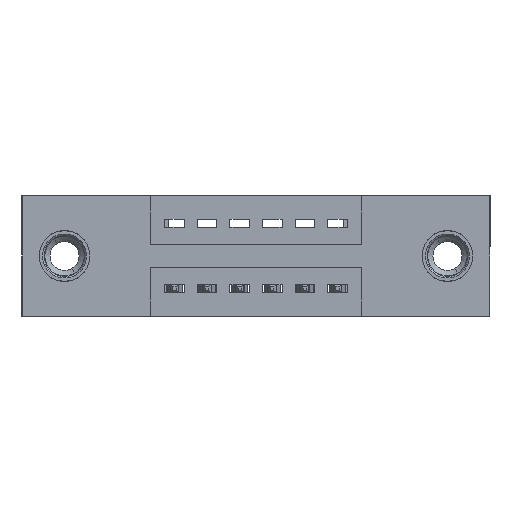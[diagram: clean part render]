
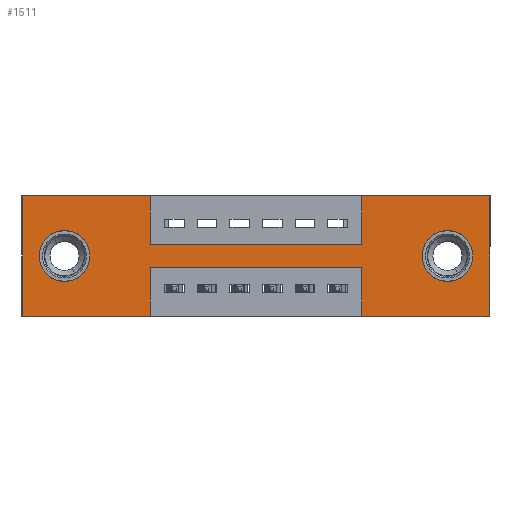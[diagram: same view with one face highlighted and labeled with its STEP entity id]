
A CAD part, front view. The second image highlights one B-rep face of the part: STEP entity #1511.
In plain terms, the highlighted planar face has unit normal (0, -1, 0).
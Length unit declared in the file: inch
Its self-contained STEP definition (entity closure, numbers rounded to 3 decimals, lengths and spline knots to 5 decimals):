
#28 = ORIENTED_EDGE ( 'NONE', *, *, #4184, .F. ) ;
#210 = VERTEX_POINT ( 'NONE', #6795 ) ;
#304 = VECTOR ( 'NONE', #8509, 39.37008 ) ;
#326 = EDGE_CURVE ( 'NONE', #8677, #10230, #5110, .T. ) ;
#560 = EDGE_CURVE ( 'NONE', #5527, #4155, #7203, .T. ) ;
#718 = ORIENTED_EDGE ( 'NONE', *, *, #3604, .T. ) ;
#742 = CARTESIAN_POINT ( 'NONE',  ( 1.305, 0., -0.185 ) ) ;
#876 = LINE ( 'NONE', #5890, #2267 ) ;
#886 = CARTESIAN_POINT ( 'NONE',  ( 0.13, 0., -0.263 ) ) ;
#1370 = CARTESIAN_POINT ( 'NONE',  ( 0., 0., -0.37 ) ) ;
#1428 = VERTEX_POINT ( 'NONE', #8537 ) ;
#1439 = DIRECTION ( 'NONE',  ( 1., 0., 0. ) ) ;
#1483 = CARTESIAN_POINT ( 'NONE',  ( 0.13, 0., -0.107 ) ) ;
#1507 = CARTESIAN_POINT ( 'NONE',  ( 0., 0., 0. ) ) ;
#1511 = ADVANCED_FACE ( 'NONE', ( #7586, #9825, #10527 ), #11164, .T. ) ;
#1524 = CARTESIAN_POINT ( 'NONE',  ( 1.435, 0., 0. ) ) ;
#1539 = ORIENTED_EDGE ( 'NONE', *, *, #3231, .T. ) ;
#1816 = EDGE_LOOP ( 'NONE', ( #28, #10717, #10828, #2127, #10261, #5772, #4759, #5482, #5265, #4958, #9080, #6934 ) ) ;
#1891 = LINE ( 'NONE', #10281, #8019 ) ;
#2058 = VERTEX_POINT ( 'NONE', #6627 ) ;
#2094 = LINE ( 'NONE', #2264, #304 ) ;
#2127 = ORIENTED_EDGE ( 'NONE', *, *, #9903, .F. ) ;
#2264 = CARTESIAN_POINT ( 'NONE',  ( 0.3925, 0., -0.22 ) ) ;
#2267 = VECTOR ( 'NONE', #1439, 39.37008 ) ;
#2534 = CIRCLE ( 'NONE', #5893, 0.078 ) ;
#2660 = VECTOR ( 'NONE', #4635, 39.37008 ) ;
#2787 = CARTESIAN_POINT ( 'NONE',  ( 0.3925, 0., -0.37 ) ) ;
#2903 = CARTESIAN_POINT ( 'NONE',  ( 0.3925, 0., -0.15 ) ) ;
#2934 = EDGE_CURVE ( 'NONE', #1428, #2058, #8385, .T. ) ;
#2944 = AXIS2_PLACEMENT_3D ( 'NONE', #742, #9976, #9428 ) ;
#3042 = EDGE_CURVE ( 'NONE', #210, #8003, #10435, .T. ) ;
#3215 = CARTESIAN_POINT ( 'NONE',  ( 0.3925, 0., 0. ) ) ;
#3231 = EDGE_CURVE ( 'NONE', #8065, #6869, #8734, .T. ) ;
#3497 = AXIS2_PLACEMENT_3D ( 'NONE', #9071, #10997, #6511 ) ;
#3604 = EDGE_CURVE ( 'NONE', #6869, #8065, #2534, .T. ) ;
#3756 = CARTESIAN_POINT ( 'NONE',  ( 1.0425, 0., -0.37 ) ) ;
#4045 = DIRECTION ( 'NONE',  ( 0., -1., 0. ) ) ;
#4155 = VERTEX_POINT ( 'NONE', #5524 ) ;
#4170 = VECTOR ( 'NONE', #8388, 39.37008 ) ;
#4184 = EDGE_CURVE ( 'NONE', #9497, #7645, #4767, .T. ) ;
#4450 = CARTESIAN_POINT ( 'NONE',  ( 0., 0., -0.37 ) ) ;
#4464 = CARTESIAN_POINT ( 'NONE',  ( 1.435, 0., 0. ) ) ;
#4635 = DIRECTION ( 'NONE',  ( -1., 0., 0. ) ) ;
#4732 = EDGE_CURVE ( 'NONE', #8604, #9497, #2094, .T. ) ;
#4759 = ORIENTED_EDGE ( 'NONE', *, *, #2934, .F. ) ;
#4767 = LINE ( 'NONE', #2787, #7269 ) ;
#4958 = ORIENTED_EDGE ( 'NONE', *, *, #9585, .F. ) ;
#4972 = DIRECTION ( 'NONE',  ( -1., 0., 0. ) ) ;
#5006 = CARTESIAN_POINT ( 'NONE',  ( 0.3925, 0., -0.15 ) ) ;
#5071 = VECTOR ( 'NONE', #10451, 39.37008 ) ;
#5110 = LINE ( 'NONE', #3215, #11403 ) ;
#5151 = CARTESIAN_POINT ( 'NONE',  ( 0.3925, 0., 0. ) ) ;
#5207 = CARTESIAN_POINT ( 'NONE',  ( 0., 0., -0.37 ) ) ;
#5265 = ORIENTED_EDGE ( 'NONE', *, *, #326, .F. ) ;
#5432 = DIRECTION ( 'NONE',  ( 0., 1., 0. ) ) ;
#5482 = ORIENTED_EDGE ( 'NONE', *, *, #9807, .F. ) ;
#5524 = CARTESIAN_POINT ( 'NONE',  ( 1.435, 0., -0.37 ) ) ;
#5527 = VERTEX_POINT ( 'NONE', #1524 ) ;
#5725 = DIRECTION ( 'NONE',  ( 0., 1., 0. ) ) ;
#5772 = ORIENTED_EDGE ( 'NONE', *, *, #6245, .F. ) ;
#5890 = CARTESIAN_POINT ( 'NONE',  ( 0., 0., 0. ) ) ;
#5893 = AXIS2_PLACEMENT_3D ( 'NONE', #9880, #5432, #7311 ) ;
#5982 = VECTOR ( 'NONE', #9073, 39.37008 ) ;
#6115 = AXIS2_PLACEMENT_3D ( 'NONE', #11186, #5725, #7628 ) ;
#6154 = CARTESIAN_POINT ( 'NONE',  ( 0., 0., 0. ) ) ;
#6245 = EDGE_CURVE ( 'NONE', #2058, #5527, #7394, .T. ) ;
#6348 = CARTESIAN_POINT ( 'NONE',  ( 1.0425, 0., 0. ) ) ;
#6511 = DIRECTION ( 'NONE',  ( 0., 0., -1. ) ) ;
#6610 = EDGE_CURVE ( 'NONE', #7872, #8604, #7386, .T. ) ;
#6627 = CARTESIAN_POINT ( 'NONE',  ( 1.0425, 0., 0. ) ) ;
#6795 = CARTESIAN_POINT ( 'NONE',  ( 1.305, 0., -0.107 ) ) ;
#6861 = EDGE_LOOP ( 'NONE', ( #1539, #718 ) ) ;
#6869 = VERTEX_POINT ( 'NONE', #886 ) ;
#6934 = ORIENTED_EDGE ( 'NONE', *, *, #9860, .F. ) ;
#7203 = LINE ( 'NONE', #4464, #9155 ) ;
#7211 = DIRECTION ( 'NONE',  ( 0., 0., 1. ) ) ;
#7259 = LINE ( 'NONE', #5006, #4170 ) ;
#7269 = VECTOR ( 'NONE', #7325, 39.37008 ) ;
#7283 = VECTOR ( 'NONE', #7211, 39.37008 ) ;
#7311 = DIRECTION ( 'NONE',  ( 0., 0., 1. ) ) ;
#7325 = DIRECTION ( 'NONE',  ( 0., 0., -1. ) ) ;
#7386 = LINE ( 'NONE', #8871, #8906 ) ;
#7394 = LINE ( 'NONE', #6154, #5982 ) ;
#7557 = CARTESIAN_POINT ( 'NONE',  ( 0.3925, 0., -0.37 ) ) ;
#7586 = FACE_BOUND ( 'NONE', #10794, .T. ) ;
#7628 = DIRECTION ( 'NONE',  ( 0., 0., 1. ) ) ;
#7645 = VERTEX_POINT ( 'NONE', #7557 ) ;
#7872 = VERTEX_POINT ( 'NONE', #3756 ) ;
#8000 = DIRECTION ( 'NONE',  ( 0., 0., 1. ) ) ;
#8003 = VERTEX_POINT ( 'NONE', #8105 ) ;
#8019 = VECTOR ( 'NONE', #4972, 39.37008 ) ;
#8065 = VERTEX_POINT ( 'NONE', #1483 ) ;
#8105 = CARTESIAN_POINT ( 'NONE',  ( 1.305, 0., -0.263 ) ) ;
#8385 = LINE ( 'NONE', #6348, #7283 ) ;
#8388 = DIRECTION ( 'NONE',  ( 1., 0., 0. ) ) ;
#8509 = DIRECTION ( 'NONE',  ( -1., 0., 0. ) ) ;
#8537 = CARTESIAN_POINT ( 'NONE',  ( 1.0425, 0., -0.15 ) ) ;
#8604 = VERTEX_POINT ( 'NONE', #11321 ) ;
#8677 = VERTEX_POINT ( 'NONE', #5151 ) ;
#8734 = CIRCLE ( 'NONE', #6115, 0.078 ) ;
#8854 = CARTESIAN_POINT ( 'NONE',  ( 0., 0., 0. ) ) ;
#8871 = CARTESIAN_POINT ( 'NONE',  ( 1.0425, 0., -0.37 ) ) ;
#8906 = VECTOR ( 'NONE', #8000, 39.37008 ) ;
#8989 = DIRECTION ( 'NONE',  ( 0., 0., -1. ) ) ;
#9071 = CARTESIAN_POINT ( 'NONE',  ( 1.305, 0., -0.185 ) ) ;
#9073 = DIRECTION ( 'NONE',  ( 1., 0., 0. ) ) ;
#9080 = ORIENTED_EDGE ( 'NONE', *, *, #11302, .F. ) ;
#9155 = VECTOR ( 'NONE', #8989, 39.37008 ) ;
#9342 = VERTEX_POINT ( 'NONE', #8854 ) ;
#9428 = DIRECTION ( 'NONE',  ( 0., 0., -1. ) ) ;
#9472 = DIRECTION ( 'NONE',  ( 0., 0., -1. ) ) ;
#9497 = VERTEX_POINT ( 'NONE', #11017 ) ;
#9585 = EDGE_CURVE ( 'NONE', #9342, #8677, #876, .T. ) ;
#9807 = EDGE_CURVE ( 'NONE', #10230, #1428, #7259, .T. ) ;
#9820 = LINE ( 'NONE', #1507, #5071 ) ;
#9825 = FACE_BOUND ( 'NONE', #6861, .T. ) ;
#9860 = EDGE_CURVE ( 'NONE', #7645, #10889, #1891, .T. ) ;
#9880 = CARTESIAN_POINT ( 'NONE',  ( 0.13, 0., -0.185 ) ) ;
#9903 = EDGE_CURVE ( 'NONE', #4155, #7872, #10669, .T. ) ;
#9976 = DIRECTION ( 'NONE',  ( 0., 1., 0. ) ) ;
#9980 = CIRCLE ( 'NONE', #2944, 0.078 ) ;
#10230 = VERTEX_POINT ( 'NONE', #2903 ) ;
#10261 = ORIENTED_EDGE ( 'NONE', *, *, #560, .F. ) ;
#10281 = CARTESIAN_POINT ( 'NONE',  ( 0., 0., -0.37 ) ) ;
#10314 = DIRECTION ( 'NONE',  ( 0., 0., -1. ) ) ;
#10435 = CIRCLE ( 'NONE', #3497, 0.078 ) ;
#10451 = DIRECTION ( 'NONE',  ( 0., 0., 1. ) ) ;
#10512 = EDGE_CURVE ( 'NONE', #8003, #210, #9980, .T. ) ;
#10527 = FACE_OUTER_BOUND ( 'NONE', #1816, .T. ) ;
#10599 = ORIENTED_EDGE ( 'NONE', *, *, #3042, .T. ) ;
#10669 = LINE ( 'NONE', #4450, #2660 ) ;
#10717 = ORIENTED_EDGE ( 'NONE', *, *, #4732, .F. ) ;
#10738 = ORIENTED_EDGE ( 'NONE', *, *, #10512, .T. ) ;
#10794 = EDGE_LOOP ( 'NONE', ( #10599, #10738 ) ) ;
#10828 = ORIENTED_EDGE ( 'NONE', *, *, #6610, .F. ) ;
#10889 = VERTEX_POINT ( 'NONE', #5207 ) ;
#10997 = DIRECTION ( 'NONE',  ( 0., 1., 0. ) ) ;
#11017 = CARTESIAN_POINT ( 'NONE',  ( 0.3925, 0., -0.22 ) ) ;
#11164 = PLANE ( 'NONE',  #11478 ) ;
#11186 = CARTESIAN_POINT ( 'NONE',  ( 0.13, 0., -0.185 ) ) ;
#11302 = EDGE_CURVE ( 'NONE', #10889, #9342, #9820, .T. ) ;
#11321 = CARTESIAN_POINT ( 'NONE',  ( 1.0425, 0., -0.22 ) ) ;
#11403 = VECTOR ( 'NONE', #9472, 39.37008 ) ;
#11478 = AXIS2_PLACEMENT_3D ( 'NONE', #1370, #4045, #10314 ) ;
